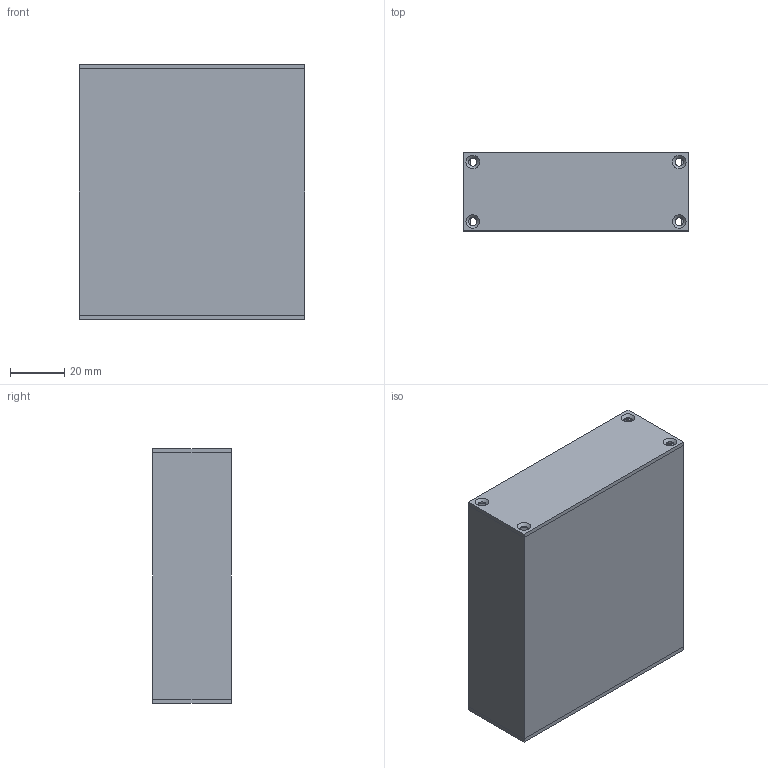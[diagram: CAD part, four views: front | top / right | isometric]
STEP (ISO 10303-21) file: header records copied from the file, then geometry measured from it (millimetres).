
FILE_DESCRIPTION(/* description */ (''),/* implementation_level */ '2;1');
FILE_NAME(/* name */ '2230 Extruded aluminum box 94mm.step',/* time_stamp */ '2018-10-03T16:19:20-04:00',/* author */ ('jesseDRAVW'),/* organization */ (''),/* preprocessor_version */ 'ST-DEVELOPER v17.2',/* originating_system */ 'Autodesk Translation Framework v7.6.0.251',/* authorisation */ '');
FILE_SCHEMA (('AUTOMOTIVE_DESIGN { 1 0 10303 214 3 1 1 }'));
Length unit declared in the file: millimetre
Products named in the file (4): 2230 Extruded aluminum box 94mm; Box; BackPanel; FrontPanel
Assembly tree (3 placements, depth 2):
  2230 Extruded aluminum box 94mm
    Box
    BackPanel
    FrontPanel
Bounding box: 82.8 x 28.8 x 93.5 mm (x, y, z)
Volume: 50119.1 mm3; surface area: 51019.2 mm2
Topology: 3 solids, 3 shells, 54 faces, 136 edges, 88 vertices
Faces by surface type: plane 38, cone 8, cylinder 8
Full cylindrical faces by diameter (mm): 3 x8
Entity records: 1753 total; most frequent: CARTESIAN_POINT 285, DIRECTION 282, ORIENTED_EDGE 272, EDGE_CURVE 136, LINE 112, VECTOR 112, VERTEX_POINT 88, AXIS2_PLACEMENT_3D 85
